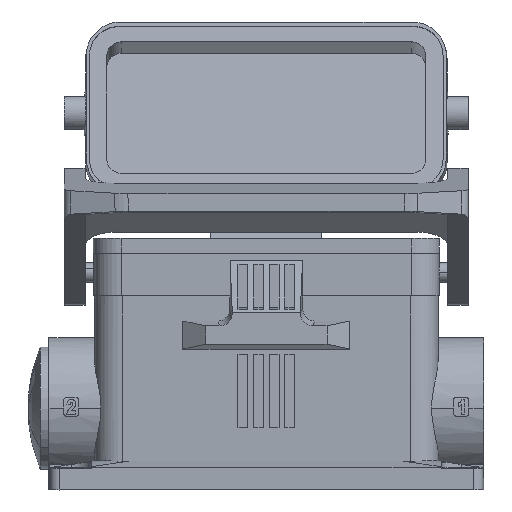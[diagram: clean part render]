
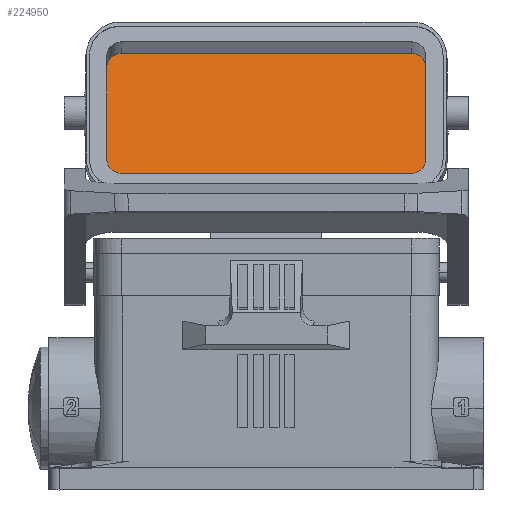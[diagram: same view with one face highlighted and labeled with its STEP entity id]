
A CAD part, left-side view. The second image highlights one B-rep face of the part: STEP entity #224950.
In plain terms, the highlighted face is planar.
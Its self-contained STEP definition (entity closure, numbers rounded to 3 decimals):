
#222380=CARTESIAN_POINT('',(-89.299,-294.429,
-171.482));
#222390=VERTEX_POINT('',#222380);
#222420=CARTESIAN_POINT('',(-173.75,-294.429,
-171.482));
#222430=DIRECTION('',(1.,0.,0.));
#222440=VECTOR('',#222430,1.);
#222450=LINE('',#222420,#222440);
#222460=CARTESIAN_POINT('',(-167.7,-294.429,
-171.482));
#222470=VERTEX_POINT('',#222460);
#222480=EDGE_CURVE('',#222470,#222390,#222450,.T.);
#222710=CARTESIAN_POINT('',(-167.7,-295.307,
-175.282));
#222720=DIRECTION('',(0.,-0.974,
0.225));
#222730=DIRECTION('',(-1.,0.,0.));
#222740=AXIS2_PLACEMENT_3D('',#222710,#222720,#222730);
#222750=CIRCLE('',#222740,3.9);
#222760=CARTESIAN_POINT('',(-171.6,-295.307,
-175.282));
#222770=VERTEX_POINT('',#222760);
#222780=EDGE_CURVE('',#222470,#222770,#222750,.T.);
#223050=CARTESIAN_POINT('',(-171.6,-293.698,
-168.316));
#223060=DIRECTION('',(0.,0.225,
0.974));
#223070=VECTOR('',#223060,1.);
#223080=LINE('',#223050,#223070);
#223090=CARTESIAN_POINT('',(-171.6,-301.763,
-203.247));
#223100=VERTEX_POINT('',#223090);
#223110=EDGE_CURVE('',#223100,#222770,#223080,.T.);
#223340=CARTESIAN_POINT('',(-167.7,-301.763,
-203.247));
#223350=DIRECTION('',(0.,-0.974,
0.225));
#223360=DIRECTION('',(-1.,0.,0.));
#223370=AXIS2_PLACEMENT_3D('',#223340,#223350,#223360);
#223380=CIRCLE('',#223370,3.9);
#223390=CARTESIAN_POINT('',(-167.7,-302.64,
-207.047));
#223400=VERTEX_POINT('',#223390);
#223410=EDGE_CURVE('',#223100,#223400,#223380,.T.);
#223680=CARTESIAN_POINT('',(-173.75,-302.64,
-207.047));
#223690=DIRECTION('',(-1.,0.,0.));
#223700=VECTOR('',#223690,1.);
#223710=LINE('',#223680,#223700);
#223720=CARTESIAN_POINT('',(-89.299,-302.64,
-207.047));
#223730=VERTEX_POINT('',#223720);
#223740=EDGE_CURVE('',#223730,#223400,#223710,.T.);
#223970=CARTESIAN_POINT('',(-89.299,-301.763,
-203.247));
#223980=DIRECTION('',(0.,-0.974,
0.225));
#223990=DIRECTION('',(-1.,0.,0.));
#224000=AXIS2_PLACEMENT_3D('',#223970,#223980,#223990);
#224010=CIRCLE('',#224000,3.899);
#224020=CARTESIAN_POINT('',(-85.4,-301.763,
-203.247));
#224030=VERTEX_POINT('',#224020);
#224040=EDGE_CURVE('',#223730,#224030,#224010,.T.);
#224310=CARTESIAN_POINT('',(-85.4,-293.698,
-168.316));
#224320=DIRECTION('',(0.,-0.225,
-0.974));
#224330=VECTOR('',#224320,1.);
#224340=LINE('',#224310,#224330);
#224350=CARTESIAN_POINT('',(-85.4,-295.307,
-175.282));
#224360=VERTEX_POINT('',#224350);
#224370=EDGE_CURVE('',#224360,#224030,#224340,.T.);
#224600=CARTESIAN_POINT('',(-89.299,-295.307,
-175.282));
#224610=DIRECTION('',(0.,-0.974,
0.225));
#224620=DIRECTION('',(-1.,0.,0.));
#224630=AXIS2_PLACEMENT_3D('',#224600,#224610,#224620);
#224640=CIRCLE('',#224630,3.899);
#224650=EDGE_CURVE('',#224360,#222390,#224640,.T.);
#224800=CARTESIAN_POINT('',(-172.337,-296.387,
-179.963));
#224810=DIRECTION('',(0.,-0.974,
0.225));
#224820=DIRECTION('',(1.,0.,0.));
#224830=AXIS2_PLACEMENT_3D('',#224800,#224810,#224820);
#224840=PLANE('',#224830);
#224850=ORIENTED_EDGE('',*,*,#222780,.T.);
#224860=ORIENTED_EDGE('',*,*,#222480,.F.);
#224870=ORIENTED_EDGE('',*,*,#224650,.T.);
#224880=ORIENTED_EDGE('',*,*,#224370,.F.);
#224890=ORIENTED_EDGE('',*,*,#224040,.T.);
#224900=ORIENTED_EDGE('',*,*,#223740,.F.);
#224910=ORIENTED_EDGE('',*,*,#223410,.T.);
#224920=ORIENTED_EDGE('',*,*,#223110,.F.);
#224930=EDGE_LOOP('',(#224920,#224910,#224900,#224890,#224880,#224870,
#224860,#224850));
#224940=FACE_OUTER_BOUND('',#224930,.T.);
#224950=ADVANCED_FACE('',(#224940),#224840,.T.);
